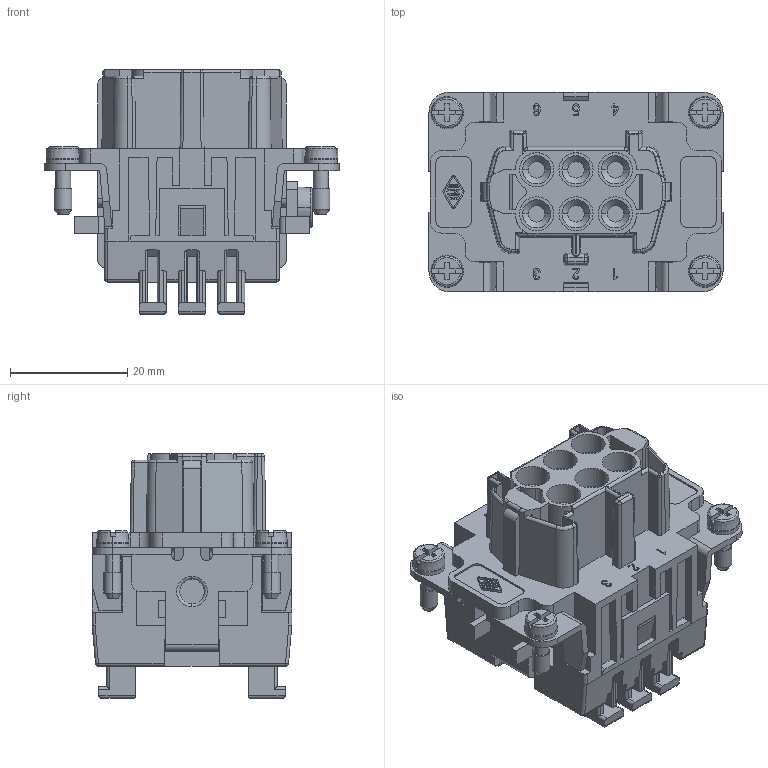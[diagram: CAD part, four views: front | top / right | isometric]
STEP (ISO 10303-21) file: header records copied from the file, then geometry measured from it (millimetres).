
FILE_DESCRIPTION(('Creo Elements/Direct Modeling STEP Export'),'2;1');
FILE_NAME('JSHF 06.stp','2014-08-05T 7:51:49',(''),(''),'Creo Elements/Direct Modeling STEP processor for AP214 (Solid Model)','Creo Elements/Direct Modeling 18.0B 02-Dec-2011 (C) Parametric Technology GmbH','');
FILE_SCHEMA(('AUTOMOTIVE_DESIGN { 1 0 10303 214 1 1 1 1 }'));
Products named in the file (4): CSHF_06; JSHF_06.stp
Assembly tree (3 placements, depth 4):
  JSHF_06.stp
    JSHF_06.stp
      CSHF_06
        CSHF_06
Bounding box: 50.1 x 34 x 41.7 mm (x, y, z)
Volume: 26015.2 mm3; surface area: 18016.5 mm2
Topology: 1 solids, 1 shells, 1799 faces, 5050 edges, 3286 vertices
Faces by surface type: plane 1334, cylinder 375, cone 42, torus 26, sphere 12, bspline 10
Entity records: 68360 total; most frequent: CARTESIAN_POINT 13632, ORIENTED_EDGE 10084, DIRECTION 8720, EDGE_CURVE 5038, VECTOR 3956, LINE 3956, VERTEX_POINT 3286, AXIS2_PLACEMENT_3D 2382
